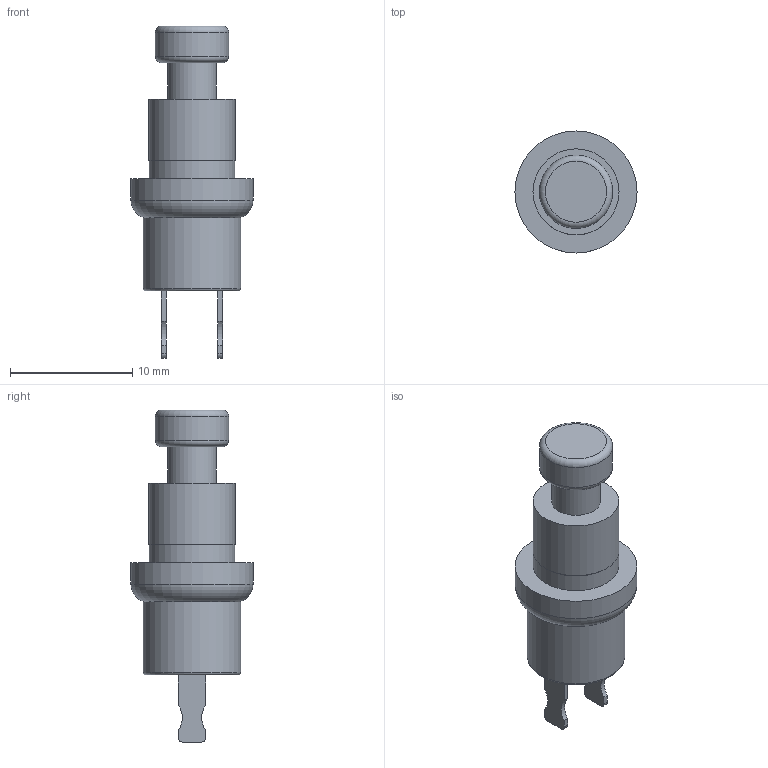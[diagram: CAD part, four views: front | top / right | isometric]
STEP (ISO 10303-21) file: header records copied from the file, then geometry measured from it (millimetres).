
FILE_DESCRIPTION(/* description */ (''),/* implementation_level */ '2;1');
FILE_NAME(/* name */ 'Push Button.stp',/* time_stamp */ '2021-05-12T20:00:28+02:00',/* author */ ('David'),/* organization */ (''),/* preprocessor_version */ 'ST-DEVELOPER v17',/* originating_system */ 'Autodesk Inventor 2019',/* authorisation */ '');
FILE_SCHEMA (('AUTOMOTIVE_DESIGN { 1 0 10303 214 3 1 1 }'));
Length unit declared in the file: millimetre
Products named in the file (1): Push Button
Bounding box: 10 x 10 x 27.2 mm (x, y, z)
Volume: 923.6 mm3; surface area: 703.8 mm2
Topology: 1 solids, 1 shells, 38 faces, 92 edges, 62 vertices
Faces by surface type: plane 20, cylinder 14, torus 4
Full cylindrical faces by diameter (mm): 4 x1, 6 x1, 7 x1, 7.05 x1, 8 x1, 10 x1
Entity records: 1246 total; most frequent: DIRECTION 212, CARTESIAN_POINT 193, ORIENTED_EDGE 184, EDGE_CURVE 92, AXIS2_PLACEMENT_3D 81, VERTEX_POINT 62, LINE 50, VECTOR 50
